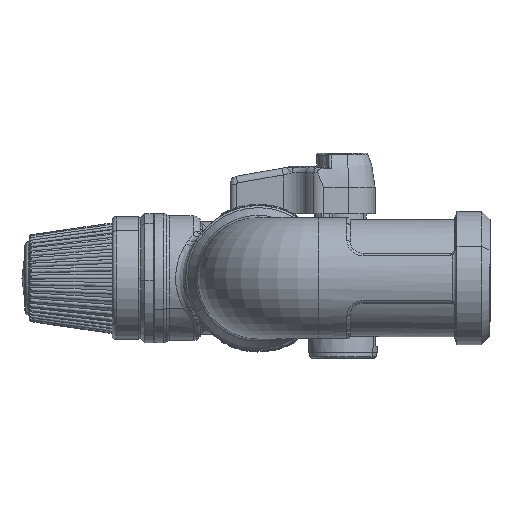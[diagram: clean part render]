
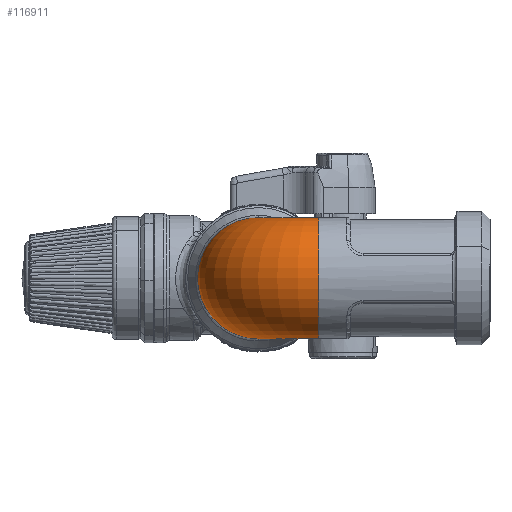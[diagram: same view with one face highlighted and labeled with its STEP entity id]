
A CAD part, left-side view. The second image highlights one B-rep face of the part: STEP entity #116911.
In plain terms, the highlighted toroidal (fillet/blend) face has major radius 15 mm and minor radius 15 mm.
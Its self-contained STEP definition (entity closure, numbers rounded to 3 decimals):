
#116845=CARTESIAN_POINT('Vertex',(-70.5,2.,-15.)) ;
#116848=CARTESIAN_POINT('Axis2P3D Location',(-70.5,2.,0.)) ;
#116852=CARTESIAN_POINT('Vertex',(-70.5,2.,15.)) ;
#116881=CARTESIAN_POINT('Axis2P3D Location',(-70.5,-13.,0.)) ;
#116886=CARTESIAN_POINT('Axis2P3D Location',(-85.5,-13.,0.)) ;
#116890=CARTESIAN_POINT('Vertex',(-85.5,-13.,-15.)) ;
#116892=CARTESIAN_POINT('Vertex',(-85.5,-13.,15.)) ;
#116895=CARTESIAN_POINT('Axis2P3D Location',(-70.5,-13.,15.)) ;
#116900=CARTESIAN_POINT('Axis2P3D Location',(-70.5,-13.,-15.)) ;
#116849=DIRECTION('Axis2P3D Direction',(1.,0.,0.)) ;
#116882=DIRECTION('Axis2P3D Direction',(0.,0.,1.)) ;
#116883=DIRECTION('Axis2P3D XDirection',(0.,1.,0.)) ;
#116887=DIRECTION('Axis2P3D Direction',(0.,1.,0.)) ;
#116896=DIRECTION('Axis2P3D Direction',(0.,0.,1.)) ;
#116901=DIRECTION('Axis2P3D Direction',(0.,0.,1.)) ;
#116850=AXIS2_PLACEMENT_3D('Circle Axis2P3D',#116848,#116849,$) ;
#116884=AXIS2_PLACEMENT_3D('Torus Axis2P3D',#116881,#116882,#116883) ;
#116888=AXIS2_PLACEMENT_3D('Circle Axis2P3D',#116886,#116887,$) ;
#116897=AXIS2_PLACEMENT_3D('Circle Axis2P3D',#116895,#116896,$) ;
#116902=AXIS2_PLACEMENT_3D('Circle Axis2P3D',#116900,#116901,$) ;
#116851=CIRCLE('generated circle',#116850,15.) ;
#116889=CIRCLE('generated circle',#116888,15.) ;
#116898=CIRCLE('generated circle',#116897,15.) ;
#116903=CIRCLE('generated circle',#116902,15.) ;
#116885=TOROIDAL_SURFACE('homeo Torus',#116884,15.,15.) ;
#116854=EDGE_CURVE('',#116846,#116853,#116851,.T.) ;
#116894=EDGE_CURVE('',#116891,#116893,#116889,.T.) ;
#116899=EDGE_CURVE('',#116853,#116893,#116898,.T.) ;
#116904=EDGE_CURVE('',#116846,#116891,#116903,.T.) ;
#116906=ORIENTED_EDGE('',*,*,#116894,.T.) ;
#116907=ORIENTED_EDGE('',*,*,#116899,.F.) ;
#116908=ORIENTED_EDGE('',*,*,#116854,.F.) ;
#116909=ORIENTED_EDGE('',*,*,#116904,.T.) ;
#116905=EDGE_LOOP('',(#116906,#116907,#116908,#116909)) ;
#116846=VERTEX_POINT('',#116845) ;
#116853=VERTEX_POINT('',#116852) ;
#116891=VERTEX_POINT('',#116890) ;
#116893=VERTEX_POINT('',#116892) ;
#116911=ADVANCED_FACE('PartBody',(#116910),#116885,.T.) ;
#116910=FACE_OUTER_BOUND('',#116905,.T.) ;
